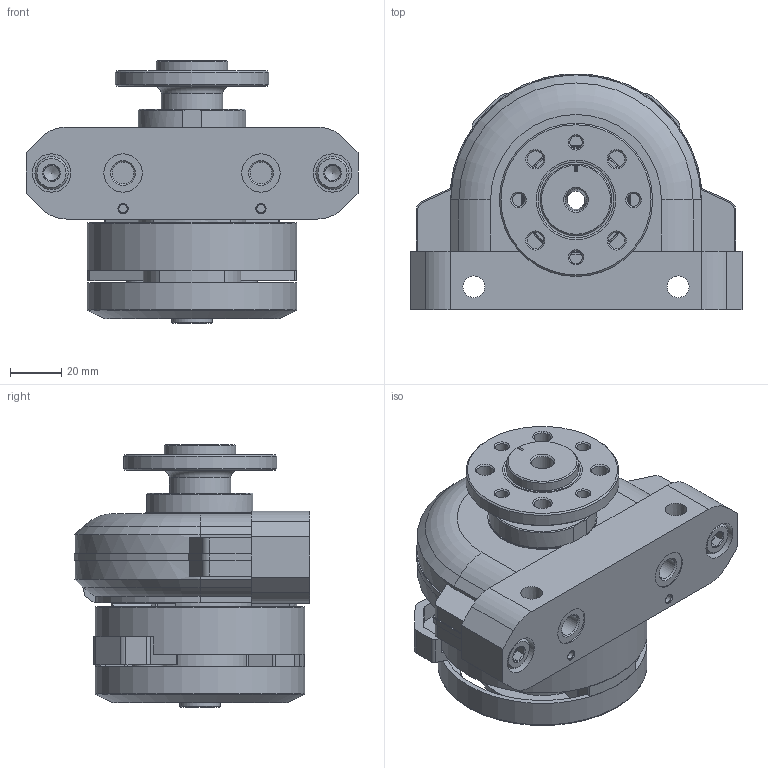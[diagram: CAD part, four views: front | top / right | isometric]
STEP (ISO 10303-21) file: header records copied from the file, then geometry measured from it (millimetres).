
FILE_DESCRIPTION(/* description */ ('STEP AP214'),/* implementation_level */ '2;1');
FILE_NAME(/* name */ '30657_DSRL-32-180-P-FW',/* time_stamp */ '2024-08-23T14:24:10+02:00',/* author */ ('License CC BY-ND 4.0'),/* organization */ ('CADENAS'),/* preprocessor_version */ 'ST-DEVELOPER v19.3',/* originating_system */ 'PARTsolutions',/* authorisation */ ' ');
FILE_SCHEMA (('AUTOMOTIVE_DESIGN {1 0 10303 214 3 1 1}'));
Length unit declared in the file: millimetre
Products named in the file (5): 30657 DSRL-32-180-P-FW---(0); 30657 DSRL-32-180-P-FW---(Geh); 695677 DSRL-32-180-P-FW---(Ks); 254345---(Kappe); 241629---(Schalt)
Assembly tree (5 placements, depth 2):
  30657 DSRL-32-180-P-FW---(0)
    30657 DSRL-32-180-P-FW---(Geh)
    695677 DSRL-32-180-P-FW---(Ks)
    254345---(Kappe)
    241629---(Schalt)  x2
Bounding box: 130 x 92.31 x 102.85 mm (x, y, z)
Volume: 397985.3 mm3; surface area: 112073.6 mm2
Topology: 5 solids, 5 shells, 617 faces, 1541 edges, 971 vertices
Faces by surface type: plane 297, cylinder 206, cone 92, torus 22
Full cylindrical faces by diameter (mm): 3.242 x2, 4.917 x6, 6 x2, 6.1 x2, 6.5 x4, 7 x4, 8.566 x4, 8.57 x1, 10 x4, 12 x1, 13 x2, 15 x6, 16 x2, 17.5 x1, 20 x3, 22 x1, 24 x1, 28 x1, 32 x2, 35.5 x1, 36 x2, 37.2 x1, 60 x1, 78 x2, 78.2 x1, 82 x2
Entity records: 16134 total; most frequent: CARTESIAN_POINT 2605, DIRECTION 2583, ORIENTED_EDGE 2236, EDGE_CURVE 1118, AXIS2_PLACEMENT_3D 999, VERTEX_POINT 775, FACE_BOUND 717, EDGE_LOOP 714
